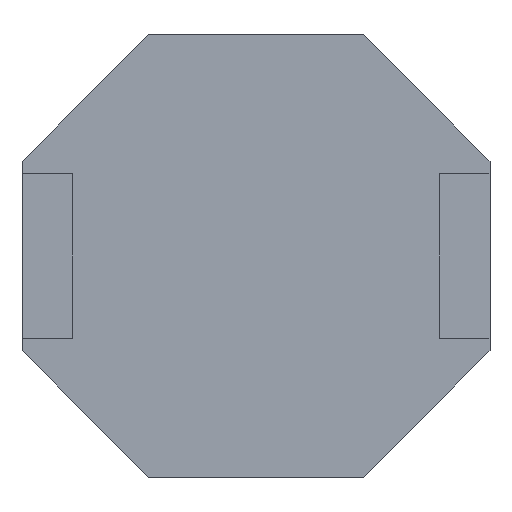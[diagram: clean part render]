
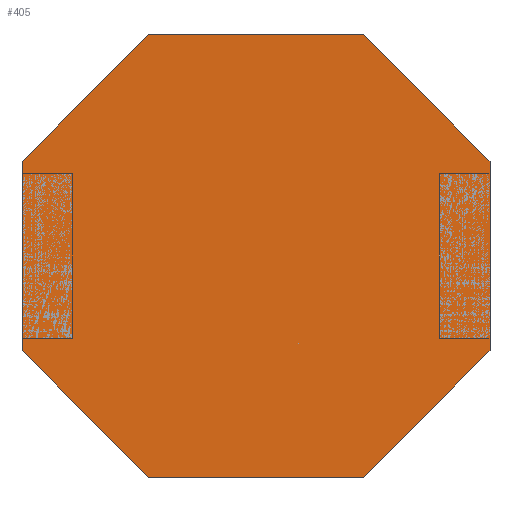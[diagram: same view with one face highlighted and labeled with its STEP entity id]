
A CAD part, front view. The second image highlights one B-rep face of the part: STEP entity #405.
In plain terms, the highlighted planar face has unit normal (0, -1, 0).
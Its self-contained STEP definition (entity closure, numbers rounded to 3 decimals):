
#29=FACE_OUTER_BOUND('',#55,.T.);
#55=EDGE_LOOP('',(#279,#280,#281,#282,#283,#284,#285,#286));
#83=LINE('',#595,#133);
#85=LINE('',#599,#135);
#88=LINE('',#605,#138);
#89=LINE('',#607,#139);
#90=LINE('',#609,#140);
#91=LINE('',#611,#141);
#92=LINE('',#613,#142);
#93=LINE('',#614,#143);
#133=VECTOR('',#481,10.);
#135=VECTOR('',#485,10.);
#138=VECTOR('',#490,10.);
#139=VECTOR('',#491,10.);
#140=VECTOR('',#492,10.);
#141=VECTOR('',#493,10.);
#142=VECTOR('',#494,10.);
#143=VECTOR('',#495,10.);
#183=VERTEX_POINT('',#592);
#184=VERTEX_POINT('',#594);
#185=VERTEX_POINT('',#598);
#187=VERTEX_POINT('',#604);
#188=VERTEX_POINT('',#606);
#189=VERTEX_POINT('',#608);
#190=VERTEX_POINT('',#610);
#191=VERTEX_POINT('',#612);
#219=EDGE_CURVE('',#183,#184,#83,.T.);
#221=EDGE_CURVE('',#185,#184,#85,.T.);
#224=EDGE_CURVE('',#183,#187,#88,.T.);
#225=EDGE_CURVE('',#188,#187,#89,.T.);
#226=EDGE_CURVE('',#188,#189,#90,.T.);
#227=EDGE_CURVE('',#190,#189,#91,.T.);
#228=EDGE_CURVE('',#190,#191,#92,.T.);
#229=EDGE_CURVE('',#185,#191,#93,.T.);
#279=ORIENTED_EDGE('',*,*,#219,.F.);
#280=ORIENTED_EDGE('',*,*,#224,.T.);
#281=ORIENTED_EDGE('',*,*,#225,.F.);
#282=ORIENTED_EDGE('',*,*,#226,.T.);
#283=ORIENTED_EDGE('',*,*,#227,.F.);
#284=ORIENTED_EDGE('',*,*,#228,.T.);
#285=ORIENTED_EDGE('',*,*,#229,.F.);
#286=ORIENTED_EDGE('',*,*,#221,.T.);
#381=PLANE('',#447);
#405=ADVANCED_FACE('',(#29),#381,.F.);
#447=AXIS2_PLACEMENT_3D('',#603,#488,#489);
#481=DIRECTION('',(0.707,0.,0.707));
#485=DIRECTION('',(-1.,0.,0.));
#488=DIRECTION('center_axis',(0.,1.,0.));
#489=DIRECTION('ref_axis',(1.,0.,0.));
#490=DIRECTION('',(0.,0.,-1.));
#491=DIRECTION('',(-0.707,0.,0.707));
#492=DIRECTION('',(1.,0.,0.));
#493=DIRECTION('',(-0.707,0.,-0.707));
#494=DIRECTION('',(0.,0.,1.));
#495=DIRECTION('',(0.707,0.,-0.707));
#592=CARTESIAN_POINT('',(-1.85,0.,0.75));
#594=CARTESIAN_POINT('',(-0.85,0.,1.75));
#595=CARTESIAN_POINT('',(-1.325,0.,1.275));
#598=CARTESIAN_POINT('',(0.85,0.,1.75));
#599=CARTESIAN_POINT('',(1.85,0.,1.75));
#603=CARTESIAN_POINT('Origin',(0.,0.,0.));
#604=CARTESIAN_POINT('',(-1.85,0.,-0.75));
#605=CARTESIAN_POINT('',(-1.85,0.,1.75));
#606=CARTESIAN_POINT('',(-0.85,0.,-1.75));
#607=CARTESIAN_POINT('',(-1.325,0.,-1.275));
#608=CARTESIAN_POINT('',(0.85,0.,-1.75));
#609=CARTESIAN_POINT('',(-1.85,0.,-1.75));
#610=CARTESIAN_POINT('',(1.85,0.,-0.75));
#611=CARTESIAN_POINT('',(1.325,0.,-1.275));
#612=CARTESIAN_POINT('',(1.85,0.,0.75));
#613=CARTESIAN_POINT('',(1.85,0.,-1.75));
#614=CARTESIAN_POINT('',(1.325,0.,1.275));
